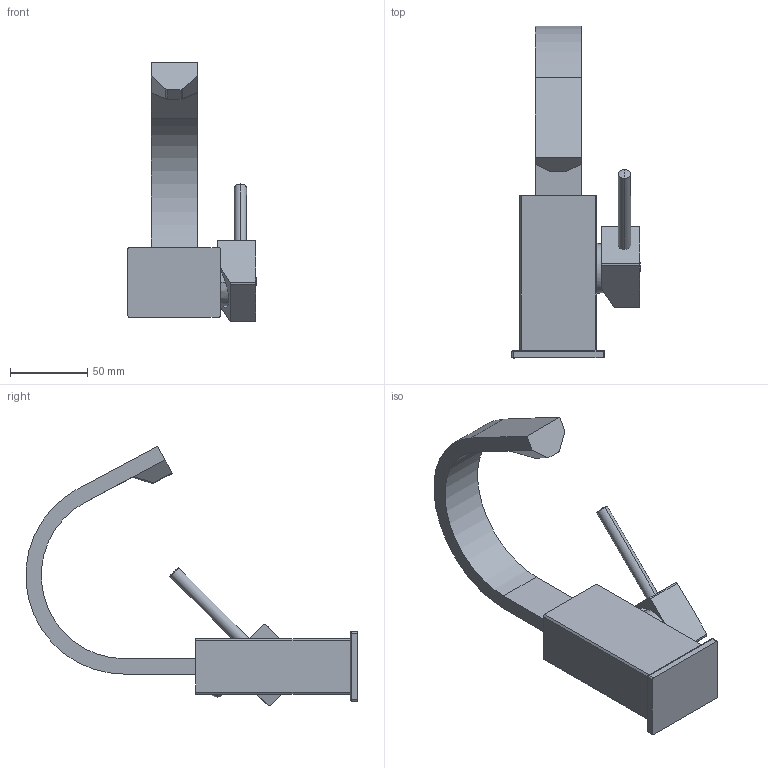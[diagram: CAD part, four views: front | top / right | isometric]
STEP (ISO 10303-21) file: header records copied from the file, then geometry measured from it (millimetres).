
FILE_DESCRIPTION((''),'2;1');
FILE_NAME('LEA838CR','2021-11-10T09:29:48',('ut3'),('PAFFONI SpA'),'CREO PARAMETRIC BY PTC INC, 2020044','CREO PARAMETRIC BY PTC INC, 2020044','');
FILE_SCHEMA(('CONFIG_CONTROL_DESIGN','SHAPE_APPEARANCE_LAYERS_GROUPS'));
Length unit declared in the file: millimetre
Products named in the file (1): LEA838CR
Bounding box: 82.98 x 214.8 x 167.91 mm (x, y, z)
Surface area: 54648.7 mm2 (no closed solid volume)
Topology: 0 solids, 9 shells, 69 faces, 183 edges, 114 vertices
Faces by surface type: plane 27, cylinder 26, sphere 8, cone 4, bspline 4
Entity records: 2861 total; most frequent: CARTESIAN_POINT 699, DIRECTION 336, ORIENTED_EDGE 314, EDGE_CURVE 177, AXIS2_PLACEMENT_3D 123, VERTEX_POINT 114, VECTOR 90, LINE 90
